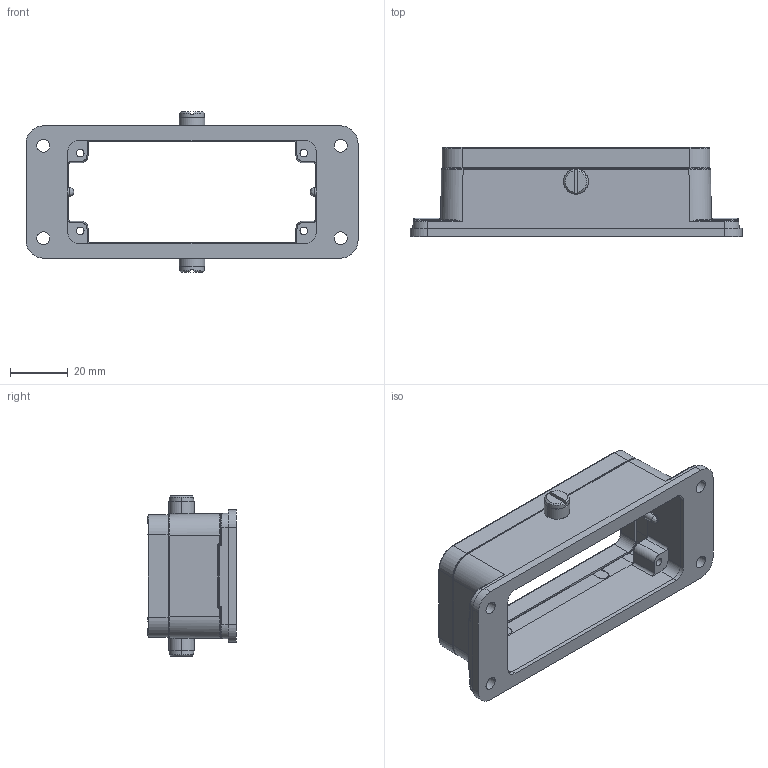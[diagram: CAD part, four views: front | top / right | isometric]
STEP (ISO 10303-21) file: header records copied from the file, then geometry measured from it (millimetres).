
FILE_DESCRIPTION (( 'STEP AP203' ), '1' );
FILE_NAME ('H16B-BK-2B_C.STP', '2017-08-08T12:15:45', ( '微软用户' ), ( '微软中国' ), 'SwSTEP 2.0', 'SolidWorks 2012', '' );
FILE_SCHEMA (( 'CONFIG_CONTROL_DESIGN' ));
Length unit declared in the file: millimetre
Products named in the file (1): H16B-BK-2B_C
Bounding box: 115 x 30.78 x 55.6 mm (x, y, z)
Volume: 35717.4 mm3; surface area: 25097.1 mm2
Topology: 1 solids, 1 shells, 402 faces, 1033 edges, 643 vertices
Faces by surface type: cylinder 180, plane 143, bspline 53, cone 14, torus 12
Entity records: 15968 total; most frequent: CARTESIAN_POINT 6764, ORIENTED_EDGE 2048, DIRECTION 1705, EDGE_CURVE 1024, VERTEX_POINT 643, AXIS2_PLACEMENT_3D 606, VECTOR 493, LINE 493
